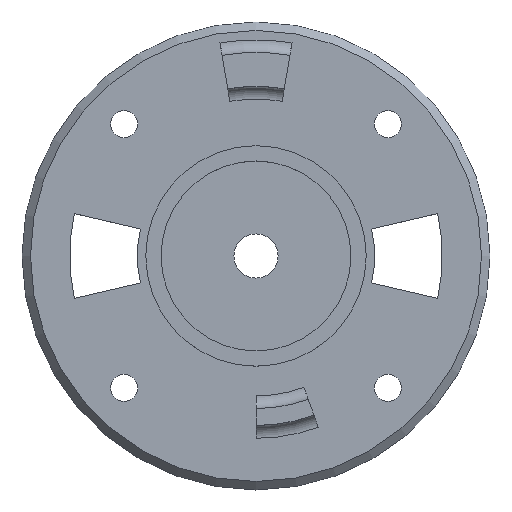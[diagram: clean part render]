
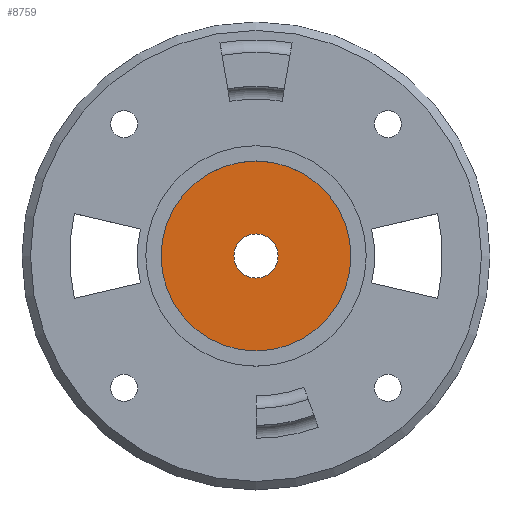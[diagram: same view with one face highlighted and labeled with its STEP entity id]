
A CAD part, top view. The second image highlights one B-rep face of the part: STEP entity #8759.
In plain terms, the highlighted planar face has unit normal (0, 0, 1).
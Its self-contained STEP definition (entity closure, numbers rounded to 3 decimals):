
#8513 = CYLINDRICAL_SURFACE('',#8514,11.2);
#8514 = AXIS2_PLACEMENT_3D('',#8515,#8516,#8517);
#8515 = CARTESIAN_POINT('',(0.,0.,2.));
#8516 = DIRECTION('',(-0.,-0.,-1.));
#8517 = DIRECTION('',(1.,0.,0.));
#8569 = CYLINDRICAL_SURFACE('',#8570,2.6);
#8570 = AXIS2_PLACEMENT_3D('',#8571,#8572,#8573);
#8571 = CARTESIAN_POINT('',(0.,0.,2.));
#8572 = DIRECTION('',(0.,0.,1.));
#8573 = DIRECTION('',(1.,0.,0.));
#8658 = EDGE_CURVE('',#8659,#8659,#8661,.T.);
#8659 = VERTEX_POINT('',#8660);
#8660 = CARTESIAN_POINT('',(11.2,0.,2.));
#8661 = SURFACE_CURVE('',#8662,(#8667,#8674),.PCURVE_S1.);
#8662 = CIRCLE('',#8663,11.2);
#8663 = AXIS2_PLACEMENT_3D('',#8664,#8665,#8666);
#8664 = CARTESIAN_POINT('',(0.,0.,2.));
#8665 = DIRECTION('',(0.,0.,1.));
#8666 = DIRECTION('',(1.,0.,0.));
#8667 = PCURVE('',#8513,#8668);
#8668 = DEFINITIONAL_REPRESENTATION('',(#8669),#8673);
#8669 = LINE('',#8670,#8671);
#8670 = CARTESIAN_POINT('',(-0.,0.));
#8671 = VECTOR('',#8672,1.);
#8672 = DIRECTION('',(-1.,0.));
#8673 = ( GEOMETRIC_REPRESENTATION_CONTEXT(2) 
PARAMETRIC_REPRESENTATION_CONTEXT() REPRESENTATION_CONTEXT('2D SPACE',''
  ) );
#8674 = PCURVE('',#8675,#8680);
#8675 = PLANE('',#8676);
#8676 = AXIS2_PLACEMENT_3D('',#8677,#8678,#8679);
#8677 = CARTESIAN_POINT('',(0.,0.,2.));
#8678 = DIRECTION('',(0.,0.,1.));
#8679 = DIRECTION('',(1.,0.,0.));
#8680 = DEFINITIONAL_REPRESENTATION('',(#8681),#8685);
#8681 = CIRCLE('',#8682,11.2);
#8682 = AXIS2_PLACEMENT_2D('',#8683,#8684);
#8683 = CARTESIAN_POINT('',(0.,0.));
#8684 = DIRECTION('',(1.,0.));
#8685 = ( GEOMETRIC_REPRESENTATION_CONTEXT(2) 
PARAMETRIC_REPRESENTATION_CONTEXT() REPRESENTATION_CONTEXT('2D SPACE',''
  ) );
#8713 = EDGE_CURVE('',#8714,#8714,#8716,.T.);
#8714 = VERTEX_POINT('',#8715);
#8715 = CARTESIAN_POINT('',(2.6,0.,2.));
#8716 = SURFACE_CURVE('',#8717,(#8722,#8729),.PCURVE_S1.);
#8717 = CIRCLE('',#8718,2.6);
#8718 = AXIS2_PLACEMENT_3D('',#8719,#8720,#8721);
#8719 = CARTESIAN_POINT('',(0.,0.,2.));
#8720 = DIRECTION('',(0.,0.,1.));
#8721 = DIRECTION('',(1.,0.,0.));
#8722 = PCURVE('',#8569,#8723);
#8723 = DEFINITIONAL_REPRESENTATION('',(#8724),#8728);
#8724 = LINE('',#8725,#8726);
#8725 = CARTESIAN_POINT('',(0.,0.));
#8726 = VECTOR('',#8727,1.);
#8727 = DIRECTION('',(1.,0.));
#8728 = ( GEOMETRIC_REPRESENTATION_CONTEXT(2) 
PARAMETRIC_REPRESENTATION_CONTEXT() REPRESENTATION_CONTEXT('2D SPACE',''
  ) );
#8729 = PCURVE('',#8675,#8730);
#8730 = DEFINITIONAL_REPRESENTATION('',(#8731),#8735);
#8731 = CIRCLE('',#8732,2.6);
#8732 = AXIS2_PLACEMENT_2D('',#8733,#8734);
#8733 = CARTESIAN_POINT('',(0.,0.));
#8734 = DIRECTION('',(1.,0.));
#8735 = ( GEOMETRIC_REPRESENTATION_CONTEXT(2) 
PARAMETRIC_REPRESENTATION_CONTEXT() REPRESENTATION_CONTEXT('2D SPACE',''
  ) );
#8759 = ADVANCED_FACE('',(#8760,#8763),#8675,.T.);
#8760 = FACE_BOUND('',#8761,.T.);
#8761 = EDGE_LOOP('',(#8762));
#8762 = ORIENTED_EDGE('',*,*,#8658,.T.);
#8763 = FACE_BOUND('',#8764,.T.);
#8764 = EDGE_LOOP('',(#8765));
#8765 = ORIENTED_EDGE('',*,*,#8713,.F.);
